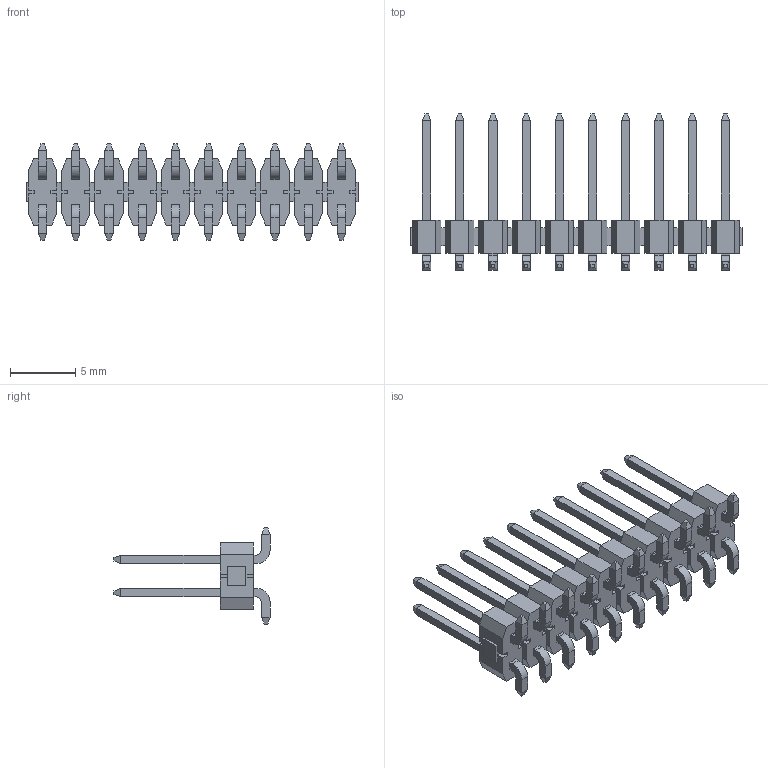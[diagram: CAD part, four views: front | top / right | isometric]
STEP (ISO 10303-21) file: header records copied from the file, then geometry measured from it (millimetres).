
FILE_DESCRIPTION (( 'STEP AP214' ), '1' );
FILE_NAME ('Samtec-TSM-110-02-T-DV.step', '2014-05-23T06:35:58', ( 'Windows User' ), ( '' ), 'SwSTEP 2.0', 'SolidWorks 2014', '' );
FILE_SCHEMA (( 'AUTOMOTIVE_DESIGN' ));
Length unit declared in the file: inch
Products named in the file (1): Samtec-TSM-110-02-T-DV
Bounding box: 25.4 x 11.94 x 7.37 mm (x, y, z)
Volume: 353.3 mm3; surface area: 1090 mm2
Topology: 1 solids, 1 shells, 726 faces, 1892 edges, 1208 vertices
Faces by surface type: plane 686, cylinder 40
Entity records: 25394 total; most frequent: CARTESIAN_POINT 3827, ORIENTED_EDGE 3784, DIRECTION 3426, EDGE_CURVE 1892, LINE 1812, VECTOR 1812, VERTEX_POINT 1208, AXIS2_PLACEMENT_3D 807
